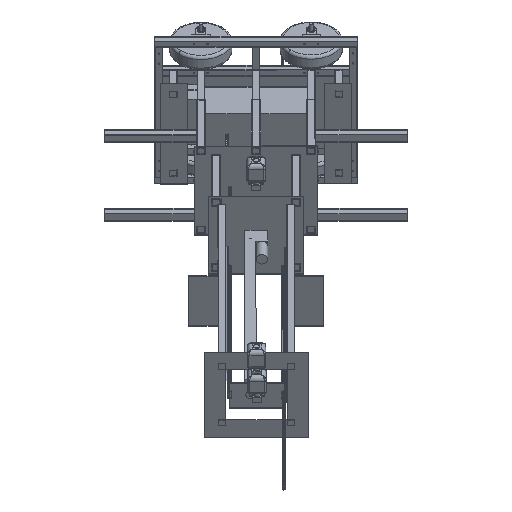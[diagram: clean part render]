
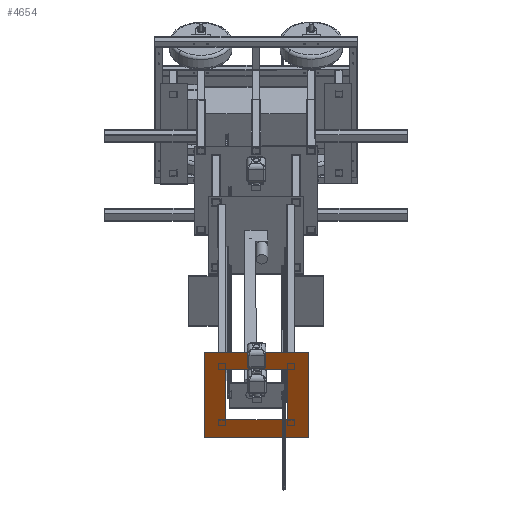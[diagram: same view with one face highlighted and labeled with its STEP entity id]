
A CAD part, isometric view. The second image highlights one B-rep face of the part: STEP entity #4654.
In plain terms, the highlighted face is planar.
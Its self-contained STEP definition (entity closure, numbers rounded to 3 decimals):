
#984 = VECTOR ( 'NONE', #42056, 1000. ) ;
#1230 = DIRECTION ( 'NONE',  ( 0., 0., 1. ) ) ;
#1495 = CARTESIAN_POINT ( 'NONE',  ( 146.931, -127.213, 1154.5 ) ) ;
#2309 = ORIENTED_EDGE ( 'NONE', *, *, #35780, .F. ) ;
#2684 = CARTESIAN_POINT ( 'NONE',  ( -123.069, -197.213, 1154.5 ) ) ;
#3686 = PLANE ( 'NONE',  #5009 ) ;
#3890 = ORIENTED_EDGE ( 'NONE', *, *, #5334, .F. ) ;
#4034 = LINE ( 'NONE', #34418, #43068 ) ;
#4051 = LINE ( 'NONE', #11595, #38412 ) ;
#4654 = ADVANCED_FACE ( 'NONE', ( #29006, #22217 ), #3686, .T. ) ;
#5009 = AXIS2_PLACEMENT_3D ( 'NONE', #26813, #1230, #34289 ) ;
#5334 = EDGE_CURVE ( 'NONE', #28944, #24187, #4034, .T. ) ;
#5929 = DIRECTION ( 'NONE',  ( -1., 0., 0. ) ) ;
#6650 = VERTEX_POINT ( 'NONE', #9213 ) ;
#7445 = VERTEX_POINT ( 'NONE', #20107 ) ;
#7948 = CARTESIAN_POINT ( 'NONE',  ( -123.069, -197.213, 1154.5 ) ) ;
#8844 = ORIENTED_EDGE ( 'NONE', *, *, #16607, .T. ) ;
#9213 = CARTESIAN_POINT ( 'NONE',  ( -53.069, -127.213, 1154.5 ) ) ;
#9873 = ORIENTED_EDGE ( 'NONE', *, *, #28945, .T. ) ;
#10493 = DIRECTION ( 'NONE',  ( 1., 0., 0. ) ) ;
#11368 = VECTOR ( 'NONE', #22757, 1000. ) ;
#11595 = CARTESIAN_POINT ( 'NONE',  ( 216.931, 142.787, 1154.5 ) ) ;
#12114 = CARTESIAN_POINT ( 'NONE',  ( 146.931, 72.787, 1154.5 ) ) ;
#12431 = CARTESIAN_POINT ( 'NONE',  ( -123.069, 142.787, 1154.5 ) ) ;
#13537 = CARTESIAN_POINT ( 'NONE',  ( -53.069, 72.787, 1154.5 ) ) ;
#16607 = EDGE_CURVE ( 'NONE', #27465, #18802, #35516, .T. ) ;
#17618 = CARTESIAN_POINT ( 'NONE',  ( -53.069, -127.213, 1154.5 ) ) ;
#17955 = ORIENTED_EDGE ( 'NONE', *, *, #39883, .T. ) ;
#18092 = LINE ( 'NONE', #17618, #47484 ) ;
#18802 = VERTEX_POINT ( 'NONE', #2684 ) ;
#20107 = CARTESIAN_POINT ( 'NONE',  ( 216.931, 142.787, 1154.5 ) ) ;
#21233 = EDGE_CURVE ( 'NONE', #24187, #6650, #35875, .T. ) ;
#21834 = EDGE_CURVE ( 'NONE', #26197, #28944, #26032, .T. ) ;
#22217 = FACE_BOUND ( 'NONE', #33569, .T. ) ;
#22757 = DIRECTION ( 'NONE',  ( -1., 0., 0. ) ) ;
#23387 = VERTEX_POINT ( 'NONE', #38985 ) ;
#24110 = EDGE_LOOP ( 'NONE', ( #8844, #17955, #9873, #24378 ) ) ;
#24187 = VERTEX_POINT ( 'NONE', #28904 ) ;
#24378 = ORIENTED_EDGE ( 'NONE', *, *, #33619, .T. ) ;
#25714 = LINE ( 'NONE', #7948, #43747 ) ;
#26032 = LINE ( 'NONE', #45268, #26119 ) ;
#26119 = VECTOR ( 'NONE', #41547, 1000. ) ;
#26197 = VERTEX_POINT ( 'NONE', #1495 ) ;
#26813 = CARTESIAN_POINT ( 'NONE',  ( 0., 0., 1154.5 ) ) ;
#27465 = VERTEX_POINT ( 'NONE', #30936 ) ;
#28904 = CARTESIAN_POINT ( 'NONE',  ( -53.069, 72.787, 1154.5 ) ) ;
#28944 = VERTEX_POINT ( 'NONE', #12114 ) ;
#28945 = EDGE_CURVE ( 'NONE', #23387, #7445, #4051, .T. ) ;
#29006 = FACE_OUTER_BOUND ( 'NONE', #24110, .T. ) ;
#29122 = ORIENTED_EDGE ( 'NONE', *, *, #21233, .F. ) ;
#30936 = CARTESIAN_POINT ( 'NONE',  ( -123.069, 142.787, 1154.5 ) ) ;
#33018 = DIRECTION ( 'NONE',  ( 1., 0., 0. ) ) ;
#33569 = EDGE_LOOP ( 'NONE', ( #2309, #29122, #3890, #37383 ) ) ;
#33619 = EDGE_CURVE ( 'NONE', #7445, #27465, #37798, .T. ) ;
#34289 = DIRECTION ( 'NONE',  ( 1., 0., 0. ) ) ;
#34418 = CARTESIAN_POINT ( 'NONE',  ( -53.069, 72.787, 1154.5 ) ) ;
#35516 = LINE ( 'NONE', #12431, #984 ) ;
#35780 = EDGE_CURVE ( 'NONE', #6650, #26197, #18092, .T. ) ;
#35875 = LINE ( 'NONE', #13537, #42386 ) ;
#37383 = ORIENTED_EDGE ( 'NONE', *, *, #21834, .F. ) ;
#37798 = LINE ( 'NONE', #40940, #11368 ) ;
#38412 = VECTOR ( 'NONE', #45729, 1000. ) ;
#38985 = CARTESIAN_POINT ( 'NONE',  ( 216.931, -197.213, 1154.5 ) ) ;
#39495 = DIRECTION ( 'NONE',  ( 0., -1., 0. ) ) ;
#39883 = EDGE_CURVE ( 'NONE', #18802, #23387, #25714, .T. ) ;
#40940 = CARTESIAN_POINT ( 'NONE',  ( -123.069, 142.787, 1154.5 ) ) ;
#41547 = DIRECTION ( 'NONE',  ( 0., 1., 0. ) ) ;
#42056 = DIRECTION ( 'NONE',  ( 0., -1., 0. ) ) ;
#42386 = VECTOR ( 'NONE', #39495, 1000. ) ;
#43068 = VECTOR ( 'NONE', #5929, 1000. ) ;
#43747 = VECTOR ( 'NONE', #33018, 1000. ) ;
#45268 = CARTESIAN_POINT ( 'NONE',  ( 146.931, 72.787, 1154.5 ) ) ;
#45729 = DIRECTION ( 'NONE',  ( 0., 1., 0. ) ) ;
#47484 = VECTOR ( 'NONE', #10493, 1000. ) ;
